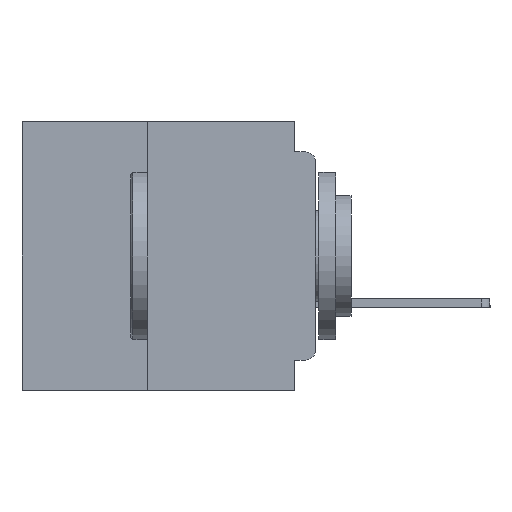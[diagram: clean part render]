
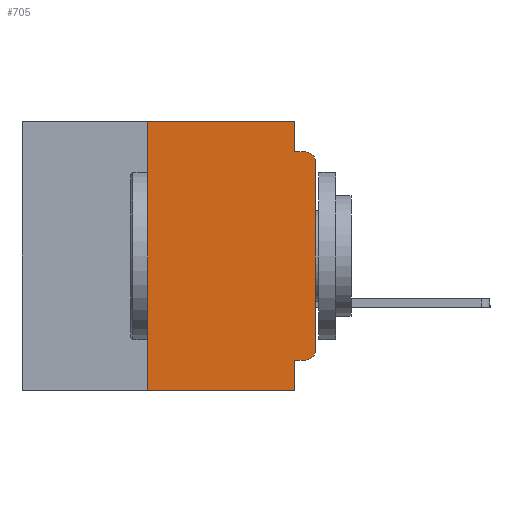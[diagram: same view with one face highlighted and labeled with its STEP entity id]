
A CAD part, left-side view. The second image highlights one B-rep face of the part: STEP entity #705.
In plain terms, the highlighted planar face has unit normal (-1, 0, 0).
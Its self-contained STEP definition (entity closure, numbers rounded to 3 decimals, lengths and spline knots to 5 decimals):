
#705 = ADVANCED_FACE ( 'NONE', ( #37496 ), #21490, .F. ) ;
#2469 = CIRCLE ( 'NONE', #39034, 0.015 ) ;
#2568 = ORIENTED_EDGE ( 'NONE', *, *, #45048, .F. ) ;
#2742 = ORIENTED_EDGE ( 'NONE', *, *, #44125, .T. ) ;
#3117 = CARTESIAN_POINT ( 'NONE',  ( 0., 0.031, -0.045 ) ) ;
#3177 = DIRECTION ( 'NONE',  ( 0., 0., 1. ) ) ;
#3231 = EDGE_CURVE ( 'NONE', #39565, #12977, #26366, .T. ) ;
#4581 = VERTEX_POINT ( 'NONE', #10874 ) ;
#5993 = CARTESIAN_POINT ( 'NONE',  ( 0., 0., -0.355 ) ) ;
#6055 = ORIENTED_EDGE ( 'NONE', *, *, #24181, .F. ) ;
#6729 = DIRECTION ( 'NONE',  ( 0., -1., 0. ) ) ;
#7194 = CARTESIAN_POINT ( 'NONE',  ( 0., 0.015, -0.34 ) ) ;
#7370 = DIRECTION ( 'NONE',  ( 0., 0., -1. ) ) ;
#7684 = VECTOR ( 'NONE', #6729, 39.37008 ) ;
#8285 = CARTESIAN_POINT ( 'NONE',  ( 0., 0.25, -0.4 ) ) ;
#8714 = ORIENTED_EDGE ( 'NONE', *, *, #35169, .F. ) ;
#9201 = EDGE_CURVE ( 'NONE', #35384, #55515, #55140, .T. ) ;
#10511 = DIRECTION ( 'NONE',  ( 0., 1., 0. ) ) ;
#10516 = VERTEX_POINT ( 'NONE', #55715 ) ;
#10774 = VERTEX_POINT ( 'NONE', #13693 ) ;
#10874 = CARTESIAN_POINT ( 'NONE',  ( 0., 0., -0.34 ) ) ;
#11683 = DIRECTION ( 'NONE',  ( 0., 0., -1. ) ) ;
#12711 = VECTOR ( 'NONE', #40780, 39.37008 ) ;
#12977 = VERTEX_POINT ( 'NONE', #19690 ) ;
#13454 = ORIENTED_EDGE ( 'NONE', *, *, #37164, .T. ) ;
#13693 = CARTESIAN_POINT ( 'NONE',  ( 0., 0., -0.06 ) ) ;
#14709 = VECTOR ( 'NONE', #49666, 39.37008 ) ;
#18067 = CARTESIAN_POINT ( 'NONE',  ( 0., 0.25, 0. ) ) ;
#18448 = DIRECTION ( 'NONE',  ( 0., 0., -1. ) ) ;
#18458 = LINE ( 'NONE', #38198, #51952 ) ;
#18558 = VERTEX_POINT ( 'NONE', #22775 ) ;
#19069 = DIRECTION ( 'NONE',  ( 0., -1., 0. ) ) ;
#19397 = LINE ( 'NONE', #24255, #7684 ) ;
#19690 = CARTESIAN_POINT ( 'NONE',  ( 0., 0.015, -0.045 ) ) ;
#21476 = DIRECTION ( 'NONE',  ( 1., 0., 0. ) ) ;
#21490 = PLANE ( 'NONE',  #37060 ) ;
#22051 = CARTESIAN_POINT ( 'NONE',  ( 0., 0.437, 0. ) ) ;
#22775 = CARTESIAN_POINT ( 'NONE',  ( 0., 0.031, 0. ) ) ;
#23050 = VECTOR ( 'NONE', #7370, 39.37008 ) ;
#23304 = CARTESIAN_POINT ( 'NONE',  ( 0., 0.437, -0.4 ) ) ;
#24181 = EDGE_CURVE ( 'NONE', #26123, #55444, #56455, .T. ) ;
#24255 = CARTESIAN_POINT ( 'NONE',  ( 0., 0.437, 0. ) ) ;
#25192 = CARTESIAN_POINT ( 'NONE',  ( 0., 0.015, -0.06 ) ) ;
#26123 = VERTEX_POINT ( 'NONE', #47100 ) ;
#26366 = LINE ( 'NONE', #45305, #14709 ) ;
#26533 = CARTESIAN_POINT ( 'NONE',  ( 0., 0.031, -0.4 ) ) ;
#29569 = DIRECTION ( 'NONE',  ( 0., 0., -1. ) ) ;
#31611 = ORIENTED_EDGE ( 'NONE', *, *, #9201, .F. ) ;
#31641 = AXIS2_PLACEMENT_3D ( 'NONE', #25192, #55666, #29569 ) ;
#32882 = ORIENTED_EDGE ( 'NONE', *, *, #52830, .F. ) ;
#33592 = VECTOR ( 'NONE', #19069, 39.37008 ) ;
#35033 = EDGE_LOOP ( 'NONE', ( #13454, #2742, #46814, #2568, #8714, #31611, #47479, #6055, #32882, #53800 ) ) ;
#35169 = EDGE_CURVE ( 'NONE', #55515, #18558, #19397, .T. ) ;
#35384 = VERTEX_POINT ( 'NONE', #8285 ) ;
#36381 = CARTESIAN_POINT ( 'NONE',  ( 0., 0.031, 0. ) ) ;
#37060 = AXIS2_PLACEMENT_3D ( 'NONE', #22051, #21476, #18448 ) ;
#37164 = EDGE_CURVE ( 'NONE', #4581, #10774, #18458, .T. ) ;
#37496 = FACE_OUTER_BOUND ( 'NONE', #35033, .T. ) ;
#37946 = DIRECTION ( 'NONE',  ( -1., 0., 0. ) ) ;
#38112 = CARTESIAN_POINT ( 'NONE',  ( 0., 0.031, -0.4 ) ) ;
#38198 = CARTESIAN_POINT ( 'NONE',  ( 0., 0., 0. ) ) ;
#38428 = VECTOR ( 'NONE', #10511, 39.37008 ) ;
#39034 = AXIS2_PLACEMENT_3D ( 'NONE', #7194, #37946, #11683 ) ;
#39565 = VERTEX_POINT ( 'NONE', #3117 ) ;
#40780 = DIRECTION ( 'NONE',  ( 0., 0., -1. ) ) ;
#41882 = DIRECTION ( 'NONE',  ( 0., 0., 1. ) ) ;
#43616 = VECTOR ( 'NONE', #41882, 39.37008 ) ;
#44125 = EDGE_CURVE ( 'NONE', #10774, #12977, #44394, .T. ) ;
#44394 = CIRCLE ( 'NONE', #31641, 0.015 ) ;
#45048 = EDGE_CURVE ( 'NONE', #18558, #39565, #47614, .T. ) ;
#45209 = LINE ( 'NONE', #23304, #33592 ) ;
#45305 = CARTESIAN_POINT ( 'NONE',  ( 0., 0., -0.045 ) ) ;
#46814 = ORIENTED_EDGE ( 'NONE', *, *, #3231, .F. ) ;
#47100 = CARTESIAN_POINT ( 'NONE',  ( 0., 0.031, -0.355 ) ) ;
#47479 = ORIENTED_EDGE ( 'NONE', *, *, #48939, .T. ) ;
#47614 = LINE ( 'NONE', #36381, #12711 ) ;
#48939 = EDGE_CURVE ( 'NONE', #35384, #55444, #45209, .T. ) ;
#49666 = DIRECTION ( 'NONE',  ( 0., -1., 0. ) ) ;
#50401 = CARTESIAN_POINT ( 'NONE',  ( 0., 0.25, -0.4 ) ) ;
#51952 = VECTOR ( 'NONE', #3177, 39.37008 ) ;
#52830 = EDGE_CURVE ( 'NONE', #10516, #26123, #56740, .T. ) ;
#53800 = ORIENTED_EDGE ( 'NONE', *, *, #54574, .T. ) ;
#54574 = EDGE_CURVE ( 'NONE', #10516, #4581, #2469, .T. ) ;
#55140 = LINE ( 'NONE', #50401, #43616 ) ;
#55444 = VERTEX_POINT ( 'NONE', #26533 ) ;
#55515 = VERTEX_POINT ( 'NONE', #18067 ) ;
#55666 = DIRECTION ( 'NONE',  ( -1., 0., 0. ) ) ;
#55715 = CARTESIAN_POINT ( 'NONE',  ( 0., 0.015, -0.355 ) ) ;
#56455 = LINE ( 'NONE', #38112, #23050 ) ;
#56740 = LINE ( 'NONE', #5993, #38428 ) ;
